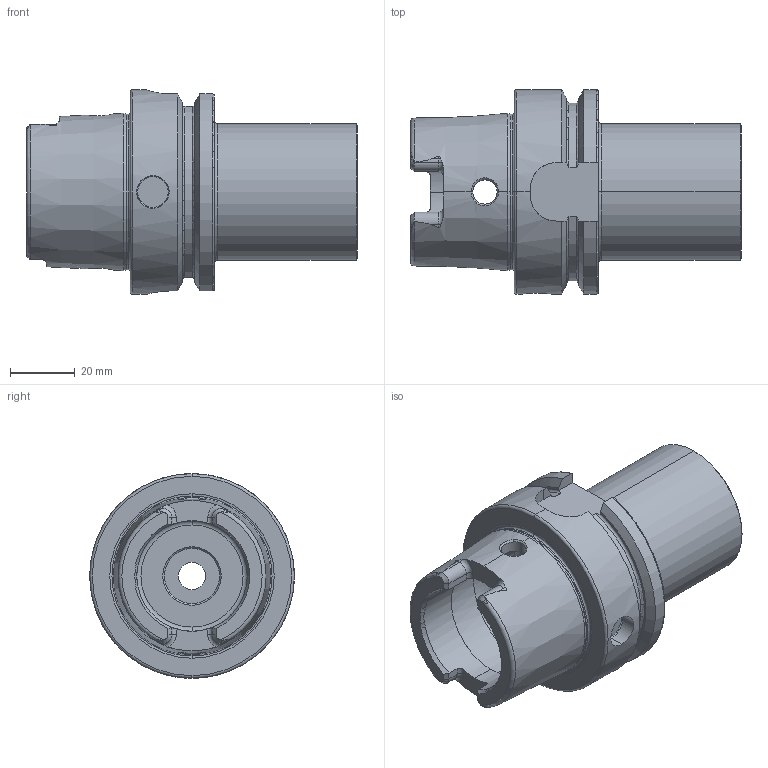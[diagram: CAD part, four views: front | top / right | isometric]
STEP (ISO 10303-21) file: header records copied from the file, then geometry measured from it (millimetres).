
FILE_DESCRIPTION (( 'STEP AP203' ), '1' );
FILE_NAME ('100.063.421C.STEP', '2018-03-12T09:37:19', ( 'SWIAdmin' ), ( 'Hewlett-Packard Company' ), 'SwSTEP 2.0', 'SolidWorks 2017', '' );
FILE_SCHEMA (( 'CONFIG_CONTROL_DESIGN' ));
Length unit declared in the file: millimetre
Products named in the file (1): 100.063.421C
Bounding box: 101.9 x 63 x 63 mm (x, y, z)
Volume: 124055.8 mm3; surface area: 31164.2 mm2
Topology: 1 solids, 1 shells, 193 faces, 495 edges, 308 vertices
Faces by surface type: cylinder 53, plane 49, cone 40, torus 39, bspline 12
Entity records: 7287 total; most frequent: CARTESIAN_POINT 2682, ORIENTED_EDGE 990, DIRECTION 912, EDGE_CURVE 495, AXIS2_PLACEMENT_3D 378, VERTEX_POINT 308, EDGE_LOOP 203, CIRCLE 196
